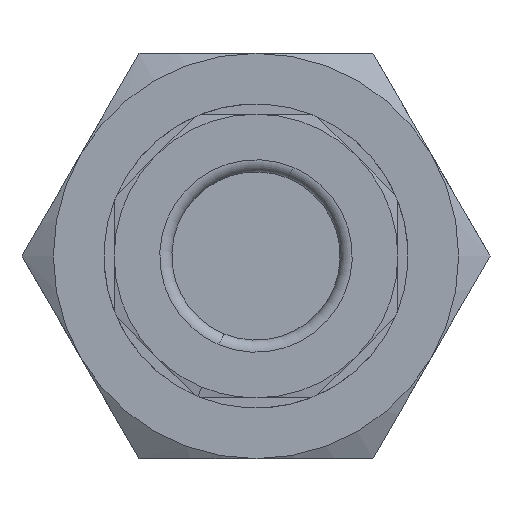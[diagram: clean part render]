
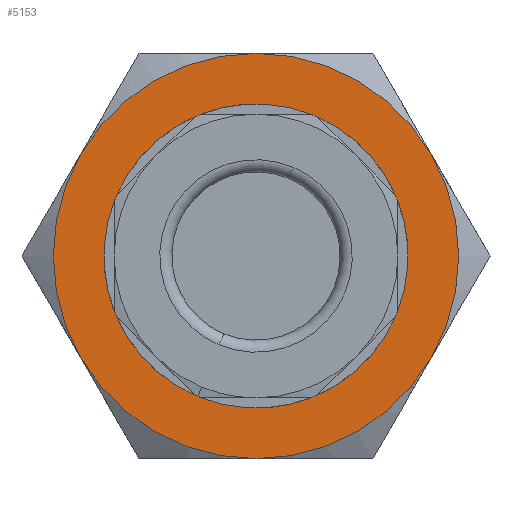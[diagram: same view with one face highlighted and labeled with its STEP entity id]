
A CAD part, front view. The second image highlights one B-rep face of the part: STEP entity #5153.
In plain terms, the highlighted planar face has unit normal (0, -1, 0).
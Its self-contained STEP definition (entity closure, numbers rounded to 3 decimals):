
#195 = PLANE ( 'NONE',  #1725 ) ;
#202 = CARTESIAN_POINT ( 'NONE',  ( 0., -23., 0. ) ) ;
#203 = DIRECTION ( 'NONE',  ( 0., -1., 0. ) ) ;
#204 = DIRECTION ( 'NONE',  ( 0., 0., -1. ) ) ;
#286 = CIRCLE ( 'NONE', #2713, 3.5 ) ;
#292 = CIRCLE ( 'NONE', #2716, 5. ) ;
#296 = CIRCLE ( 'NONE', #2714, 3.5 ) ;
#298 = CIRCLE ( 'NONE', #2715, 5. ) ;
#300 = CIRCLE ( 'NONE', #2717, 5. ) ;
#301 = CIRCLE ( 'NONE', #2718, 5. ) ;
#302 = CIRCLE ( 'NONE', #2719, 5. ) ;
#303 = CIRCLE ( 'NONE', #2720, 5. ) ;
#1725 = AXIS2_PLACEMENT_3D ( 'NONE', #202, #203, #204 ) ;
#2713 = AXIS2_PLACEMENT_3D ( 'NONE', #4453, #4454, #4455 ) ;
#2714 = AXIS2_PLACEMENT_3D ( 'NONE', #4459, #4460, #4461 ) ;
#2715 = AXIS2_PLACEMENT_3D ( 'NONE', #4462, #4463, #4464 ) ;
#2716 = AXIS2_PLACEMENT_3D ( 'NONE', #4465, #4466, #4467 ) ;
#2717 = AXIS2_PLACEMENT_3D ( 'NONE', #4468, #4469, #4470 ) ;
#2718 = AXIS2_PLACEMENT_3D ( 'NONE', #4471, #4472, #4473 ) ;
#2719 = AXIS2_PLACEMENT_3D ( 'NONE', #4476, #4477, #4478 ) ;
#2720 = AXIS2_PLACEMENT_3D ( 'NONE', #4481, #4482, #4483 ) ;
#3278 = VERTEX_POINT ( 'NONE', #4228 ) ;
#3288 = VERTEX_POINT ( 'NONE', #4238 ) ;
#3289 = VERTEX_POINT ( 'NONE', #4239 ) ;
#3290 = VERTEX_POINT ( 'NONE', #4240 ) ;
#3294 = VERTEX_POINT ( 'NONE', #4244 ) ;
#3295 = VERTEX_POINT ( 'NONE', #4245 ) ;
#3296 = VERTEX_POINT ( 'NONE', #4246 ) ;
#3297 = VERTEX_POINT ( 'NONE', #4247 ) ;
#4228 = CARTESIAN_POINT ( 'NONE',  ( 0., -23., -5. ) ) ;
#4238 = CARTESIAN_POINT ( 'NONE',  ( 4.33, -23., -2.5 ) ) ;
#4239 = CARTESIAN_POINT ( 'NONE',  ( 0., -23., -3.5 ) ) ;
#4240 = CARTESIAN_POINT ( 'NONE',  ( 0., -23., 3.5 ) ) ;
#4244 = CARTESIAN_POINT ( 'NONE',  ( 4.33, -23., 2.5 ) ) ;
#4245 = CARTESIAN_POINT ( 'NONE',  ( 0., -23., 5. ) ) ;
#4246 = CARTESIAN_POINT ( 'NONE',  ( -4.33, -23., 2.5 ) ) ;
#4247 = CARTESIAN_POINT ( 'NONE',  ( -4.33, -23., -2.5 ) ) ;
#4453 = CARTESIAN_POINT ( 'NONE',  ( 0., -23., 0. ) ) ;
#4454 = DIRECTION ( 'NONE',  ( 0., 1., 0. ) ) ;
#4455 = DIRECTION ( 'NONE',  ( 0., 0., -1. ) ) ;
#4459 = CARTESIAN_POINT ( 'NONE',  ( 0., -23., 0. ) ) ;
#4460 = DIRECTION ( 'NONE',  ( 0., 1., 0. ) ) ;
#4461 = DIRECTION ( 'NONE',  ( 0., 0., -1. ) ) ;
#4462 = CARTESIAN_POINT ( 'NONE',  ( 0., -23., 0. ) ) ;
#4463 = DIRECTION ( 'NONE',  ( 0., -1., 0. ) ) ;
#4464 = DIRECTION ( 'NONE',  ( 0., 0., -1. ) ) ;
#4465 = CARTESIAN_POINT ( 'NONE',  ( 0., -23., 0. ) ) ;
#4466 = DIRECTION ( 'NONE',  ( 0., -1., 0. ) ) ;
#4467 = DIRECTION ( 'NONE',  ( 0., 0., -1. ) ) ;
#4468 = CARTESIAN_POINT ( 'NONE',  ( 0., -23., 0. ) ) ;
#4469 = DIRECTION ( 'NONE',  ( 0., -1., 0. ) ) ;
#4470 = DIRECTION ( 'NONE',  ( 0., 0., -1. ) ) ;
#4471 = CARTESIAN_POINT ( 'NONE',  ( 0., -23., 0. ) ) ;
#4472 = DIRECTION ( 'NONE',  ( 0., -1., 0. ) ) ;
#4473 = DIRECTION ( 'NONE',  ( 0., 0., -1. ) ) ;
#4476 = CARTESIAN_POINT ( 'NONE',  ( 0., -23., 0. ) ) ;
#4477 = DIRECTION ( 'NONE',  ( 0., -1., 0. ) ) ;
#4478 = DIRECTION ( 'NONE',  ( 0., 0., -1. ) ) ;
#4481 = CARTESIAN_POINT ( 'NONE',  ( 0., -23., 0. ) ) ;
#4482 = DIRECTION ( 'NONE',  ( 0., -1., 0. ) ) ;
#4483 = DIRECTION ( 'NONE',  ( 0., 0., -1. ) ) ;
#4907 = EDGE_CURVE ( 'NONE', #3289, #3290, #286, .T. ) ;
#4911 = EDGE_CURVE ( 'NONE', #3290, #3289, #296, .T. ) ;
#4912 = EDGE_CURVE ( 'NONE', #3278, #3288, #298, .T. ) ;
#4913 = EDGE_CURVE ( 'NONE', #3288, #3294, #292, .T. ) ;
#4914 = EDGE_CURVE ( 'NONE', #3294, #3295, #300, .T. ) ;
#4915 = EDGE_CURVE ( 'NONE', #3295, #3296, #301, .T. ) ;
#4916 = EDGE_CURVE ( 'NONE', #3296, #3297, #302, .T. ) ;
#4917 = EDGE_CURVE ( 'NONE', #3297, #3278, #303, .T. ) ;
#5153 = ADVANCED_FACE ( 'NONE', ( #5720, #5721 ), #195, .T. ) ;
#5294 = ORIENTED_EDGE ( 'NONE', *, *, #4907, .T. ) ;
#5295 = ORIENTED_EDGE ( 'NONE', *, *, #4911, .T. ) ;
#5296 = ORIENTED_EDGE ( 'NONE', *, *, #4912, .T. ) ;
#5297 = ORIENTED_EDGE ( 'NONE', *, *, #4913, .T. ) ;
#5298 = ORIENTED_EDGE ( 'NONE', *, *, #4914, .T. ) ;
#5299 = ORIENTED_EDGE ( 'NONE', *, *, #4915, .T. ) ;
#5300 = ORIENTED_EDGE ( 'NONE', *, *, #4916, .T. ) ;
#5301 = ORIENTED_EDGE ( 'NONE', *, *, #4917, .T. ) ;
#5720 = FACE_BOUND ( 'NONE', #5735, .T. ) ;
#5721 = FACE_OUTER_BOUND ( 'NONE', #5743, .T. ) ;
#5735 = EDGE_LOOP ( 'NONE', ( #5294, #5295 ) ) ;
#5743 = EDGE_LOOP ( 'NONE', ( #5296, #5297, #5298, #5299, #5300, #5301 ) ) ;
